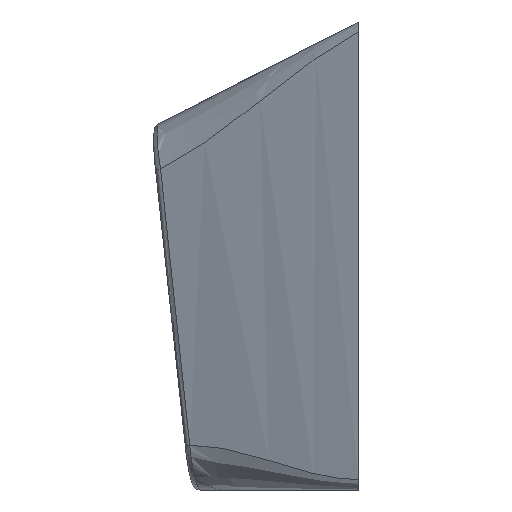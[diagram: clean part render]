
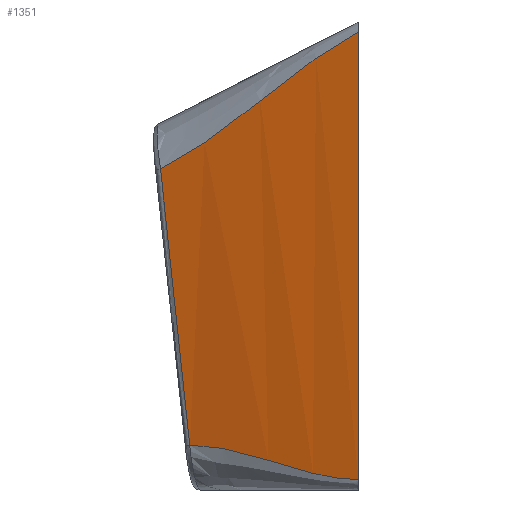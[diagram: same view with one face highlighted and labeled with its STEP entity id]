
A CAD part, left-side view. The second image highlights one B-rep face of the part: STEP entity #1351.
In plain terms, the highlighted free-form (B-spline) face has degree [3, 1] with [6, 2] control points.
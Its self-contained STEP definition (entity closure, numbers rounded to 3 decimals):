
#1130=VERTEX_POINT('',#1131);
#1131=CARTESIAN_POINT('',(0.0,0.0,-0.378));
#1143=EDGE_CURVE('',#1130,#1144,#1146,.F.);
#1144=VERTEX_POINT('',#1145);
#1145=CARTESIAN_POINT('',(0.0,0.0,-17.6));
#1146=LINE('',#1147,#1148);
#1147=CARTESIAN_POINT('',(0.0,0.0,0.0));
#1148=VECTOR('',#1149,1.0);
#1149=DIRECTION('',(0.0,0.0,1.0));
#1351=ADVANCED_FACE('',(#1352),#1467,.F.);
#1352=FACE_BOUND('',#1353,.T.);
#1353=EDGE_LOOP('',(#1354,#1400,#1415,#1466));
#1354=ORIENTED_EDGE('',*,*,#1355,.T.);
#1355=EDGE_CURVE('',#1130,#1356,#1358,.T.);
#1356=VERTEX_POINT('',#1357);
#1357=CARTESIAN_POINT('',(2.921,7.613,-5.653));
#1358=B_SPLINE_CURVE_WITH_KNOTS('',4,(#1359,#1360,#1361,#1362,#1363,#1364,#1365,#1366,#1367,#1368,#1369,#1370,#1371,#1372,#1373,#1374,#1375,#1376,#1377,#1378,#1379,#1380,#1381,#1382,#1383,#1384,#1385,#1386,#1387,#1388,#1389,#1390,#1391,#1392,#1393,#1394,#1395,#1396,#1397,#1398,#1399),.UNSPECIFIED.,.F.,.U.,(5,4,4,4,4,4,4,4,4,4,5),(0.0,0.125,0.25,0.375,0.5,0.625,0.75,0.875,0.938,0.969,0.977),.UNSPECIFIED.);
#1359=CARTESIAN_POINT('',(0.,0.,-0.378));
#1360=CARTESIAN_POINT('',(0.093,0.248,-0.509));
#1361=CARTESIAN_POINT('',(0.188,0.499,-0.652));
#1362=CARTESIAN_POINT('',(0.284,0.754,-0.807));
#1363=CARTESIAN_POINT('',(0.382,1.013,-0.974));
#1364=CARTESIAN_POINT('',(0.47,1.247,-1.124));
#1365=CARTESIAN_POINT('',(0.561,1.488,-1.287));
#1366=CARTESIAN_POINT('',(0.655,1.736,-1.462));
#1367=CARTESIAN_POINT('',(0.751,1.99,-1.647));
#1368=CARTESIAN_POINT('',(0.834,2.208,-1.806));
#1369=CARTESIAN_POINT('',(0.922,2.439,-1.98));
#1370=CARTESIAN_POINT('',(1.016,2.685,-2.169));
#1371=CARTESIAN_POINT('',(1.115,2.945,-2.372));
#1372=CARTESIAN_POINT('',(1.182,3.119,-2.508));
#1373=CARTESIAN_POINT('',(1.264,3.334,-2.678));
#1374=CARTESIAN_POINT('',(1.363,3.591,-2.883));
#1375=CARTESIAN_POINT('',(1.478,3.889,-3.119));
#1376=CARTESIAN_POINT('',(1.609,4.229,-3.388));
#1377=CARTESIAN_POINT('',(1.713,4.499,-3.6));
#1378=CARTESIAN_POINT('',(1.792,4.702,-3.757));
#1379=CARTESIAN_POINT('',(1.844,4.837,-3.86));
#1380=CARTESIAN_POINT('',(1.948,5.106,-4.065));
#1381=CARTESIAN_POINT('',(2.045,5.356,-4.25));
#1382=CARTESIAN_POINT('',(2.135,5.587,-4.417));
#1383=CARTESIAN_POINT('',(2.218,5.8,-4.565));
#1384=CARTESIAN_POINT('',(2.32,6.063,-4.748));
#1385=CARTESIAN_POINT('',(2.419,6.316,-4.915));
#1386=CARTESIAN_POINT('',(2.513,6.559,-5.067));
#1387=CARTESIAN_POINT('',(2.603,6.791,-5.204));
#1388=CARTESIAN_POINT('',(2.651,6.916,-5.278));
#1389=CARTESIAN_POINT('',(2.7,7.042,-5.35));
#1390=CARTESIAN_POINT('',(2.75,7.171,-5.421));
#1391=CARTESIAN_POINT('',(2.8,7.302,-5.49));
#1392=CARTESIAN_POINT('',(2.815,7.339,-5.51));
#1393=CARTESIAN_POINT('',(2.836,7.395,-5.539));
#1394=CARTESIAN_POINT('',(2.865,7.469,-5.578));
#1395=CARTESIAN_POINT('',(2.9,7.56,-5.625));
#1396=CARTESIAN_POINT('',(2.905,7.572,-5.631));
#1397=CARTESIAN_POINT('',(2.91,7.585,-5.638));
#1398=CARTESIAN_POINT('',(2.915,7.599,-5.645));
#1399=CARTESIAN_POINT('',(2.921,7.613,-5.653));
#1400=ORIENTED_EDGE('',*,*,#1401,.T.);
#1401=EDGE_CURVE('',#1356,#1402,#1404,.T.);
#1402=VERTEX_POINT('',#1403);
#1403=CARTESIAN_POINT('',(2.912,6.489,-16.276));
#1404=B_SPLINE_CURVE_WITH_KNOTS('',3,(#1405,#1406,#1407,#1408,#1409,#1410,#1411,#1412,#1413,#1414),.UNSPECIFIED.,.F.,.U.,(4,2,2,2,4),(-4.745,0.,5.938,10.683,15.427),.UNSPECIFIED.);
#1405=CARTESIAN_POINT('',(2.924,8.114,-0.935));
#1406=CARTESIAN_POINT('',(2.923,7.947,-2.507));
#1407=CARTESIAN_POINT('',(2.922,7.78,-4.08));
#1408=CARTESIAN_POINT('',(2.919,7.404,-7.621));
#1409=CARTESIAN_POINT('',(2.918,7.196,-9.589));
#1410=CARTESIAN_POINT('',(2.915,6.821,-13.13));
#1411=CARTESIAN_POINT('',(2.914,6.655,-14.703));
#1412=CARTESIAN_POINT('',(2.911,6.323,-17.849));
#1413=CARTESIAN_POINT('',(2.91,6.157,-19.422));
#1414=CARTESIAN_POINT('',(2.909,5.992,-20.995));
#1415=ORIENTED_EDGE('',*,*,#1416,.T.);
#1416=EDGE_CURVE('',#1402,#1144,#1417,.T.);
#1417=B_SPLINE_CURVE_WITH_KNOTS('',4,(#1418,#1419,#1420,#1421,#1422,#1423,#1424,#1425,#1426,#1427,#1428,#1429,#1430,#1431,#1432,#1433,#1434,#1435,#1436,#1437,#1438,#1439,#1440,#1441,#1442,#1443,#1444,#1445,#1446,#1447,#1448,#1449,#1450,#1451,#1452,#1453,#1454,#1455,#1456,#1457,#1458,#1459,#1460,#1461,#1462,#1463,#1464,#1465),.UNSPECIFIED.,.F.,.U.,(5,4,4,4,4,4,4,4,3,4,4,4,5),(0.027,0.031,0.063,0.125,0.25,0.375,0.438,0.5,0.505,0.625,0.75,0.875,1.0),.UNSPECIFIED.);
#1418=CARTESIAN_POINT('',(2.912,6.489,-16.276));
#1419=CARTESIAN_POINT('',(2.911,6.485,-16.276));
#1420=CARTESIAN_POINT('',(2.909,6.482,-16.276));
#1421=CARTESIAN_POINT('',(2.908,6.479,-16.276));
#1422=CARTESIAN_POINT('',(2.907,6.476,-16.276));
#1423=CARTESIAN_POINT('',(2.883,6.424,-16.276));
#1424=CARTESIAN_POINT('',(2.86,6.372,-16.276));
#1425=CARTESIAN_POINT('',(2.837,6.319,-16.277));
#1426=CARTESIAN_POINT('',(2.813,6.267,-16.279));
#1427=CARTESIAN_POINT('',(2.769,6.166,-16.282));
#1428=CARTESIAN_POINT('',(2.723,6.062,-16.288));
#1429=CARTESIAN_POINT('',(2.676,5.956,-16.297));
#1430=CARTESIAN_POINT('',(2.628,5.848,-16.308));
#1431=CARTESIAN_POINT('',(2.544,5.657,-16.327));
#1432=CARTESIAN_POINT('',(2.454,5.454,-16.356));
#1433=CARTESIAN_POINT('',(2.359,5.239,-16.393));
#1434=CARTESIAN_POINT('',(2.259,5.011,-16.441));
#1435=CARTESIAN_POINT('',(2.181,4.837,-16.478));
#1436=CARTESIAN_POINT('',(2.094,4.639,-16.525));
#1437=CARTESIAN_POINT('',(1.997,4.418,-16.581));
#1438=CARTESIAN_POINT('',(1.889,4.176,-16.649));
#1439=CARTESIAN_POINT('',(1.854,4.097,-16.671));
#1440=CARTESIAN_POINT('',(1.812,4.002,-16.698));
#1441=CARTESIAN_POINT('',(1.762,3.888,-16.731));
#1442=CARTESIAN_POINT('',(1.704,3.758,-16.77));
#1443=CARTESIAN_POINT('',(1.633,3.599,-16.818));
#1444=CARTESIAN_POINT('',(1.578,3.477,-16.855));
#1445=CARTESIAN_POINT('',(1.54,3.39,-16.882));
#1446=CARTESIAN_POINT('',(1.517,3.34,-16.897));
#1447=CARTESIAN_POINT('',(1.513,3.33,-16.9));
#1448=CARTESIAN_POINT('',(1.509,3.321,-16.903));
#1449=CARTESIAN_POINT('',(1.504,3.311,-16.906));
#1450=CARTESIAN_POINT('',(1.396,3.068,-16.981));
#1451=CARTESIAN_POINT('',(1.302,2.858,-17.046));
#1452=CARTESIAN_POINT('',(1.217,2.671,-17.103));
#1453=CARTESIAN_POINT('',(1.143,2.505,-17.152));
#1454=CARTESIAN_POINT('',(1.041,2.28,-17.218));
#1455=CARTESIAN_POINT('',(0.944,2.066,-17.278));
#1456=CARTESIAN_POINT('',(0.852,1.863,-17.332));
#1457=CARTESIAN_POINT('',(0.764,1.67,-17.378));
#1458=CARTESIAN_POINT('',(0.665,1.451,-17.43));
#1459=CARTESIAN_POINT('',(0.568,1.239,-17.475));
#1460=CARTESIAN_POINT('',(0.474,1.033,-17.511));
#1461=CARTESIAN_POINT('',(0.383,0.835,-17.539));
#1462=CARTESIAN_POINT('',(0.286,0.623,-17.569));
#1463=CARTESIAN_POINT('',(0.19,0.413,-17.589));
#1464=CARTESIAN_POINT('',(0.095,0.206,-17.6));
#1465=CARTESIAN_POINT('',(0.,0.,-17.6));
#1466=ORIENTED_EDGE('',*,*,#1143,.F.);
#1467=B_SPLINE_SURFACE_WITH_KNOTS('',3,1,((#1468,#1469),(#1470,#1471),(#1472,#1473),(#1474,#1475),(#1476,#1477),(#1478,#1479)),.UNSPECIFIED.,.F.,.F.,.U.,(4,2,4),(2,2),(0.0,0.5,1.0),(0.0,1.0),.UNSPECIFIED.);
#1468=CARTESIAN_POINT('',(3.0,8.0,-4.081));
#1469=CARTESIAN_POINT('',(3.0,6.5,-18.0));
#1470=CARTESIAN_POINT('',(2.5,6.667,-3.4));
#1471=CARTESIAN_POINT('',(2.5,5.417,-18.0));
#1472=CARTESIAN_POINT('',(2.0,5.333,-2.72));
#1473=CARTESIAN_POINT('',(2.0,4.333,-18.0));
#1474=CARTESIAN_POINT('',(1.0,2.667,-1.36));
#1475=CARTESIAN_POINT('',(1.0,2.167,-18.0));
#1476=CARTESIAN_POINT('',(0.5,1.333,-0.68));
#1477=CARTESIAN_POINT('',(0.5,1.083,-18.0));
#1478=CARTESIAN_POINT('',(0.0,0.0,0.0));
#1479=CARTESIAN_POINT('',(0.0,0.0,-18.0));
